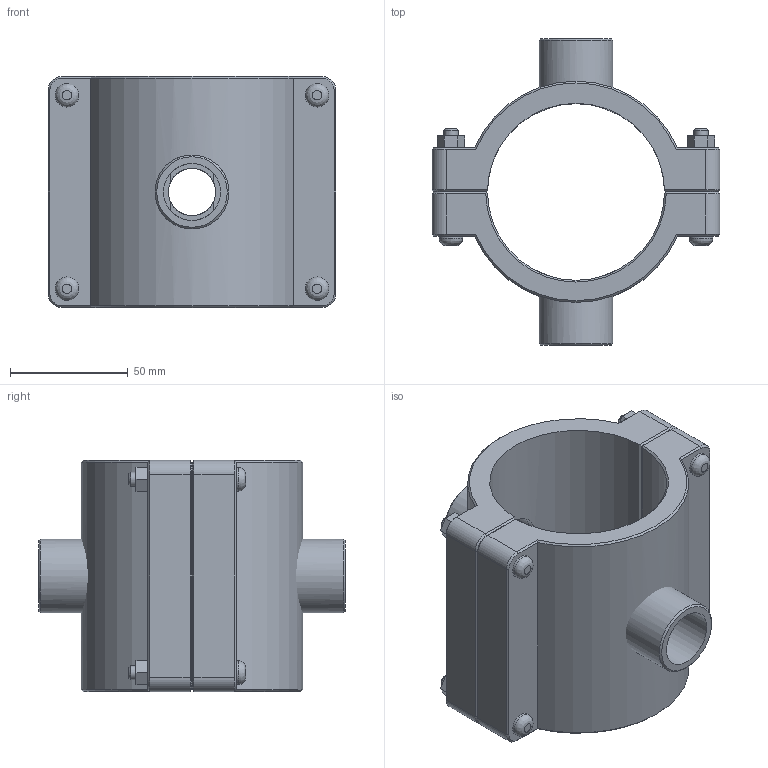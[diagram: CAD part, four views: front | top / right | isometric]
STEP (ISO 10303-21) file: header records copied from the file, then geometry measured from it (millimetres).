
FILE_DESCRIPTION(/* description */ ('PLASSON DOUBLE SADDLE 75-3/4"'),/* implementation_level */ '2;1');
FILE_NAME(/* name */ '161760075007_161860075007.ipt.stp',/* time_stamp */ '2017-06-18T09:27:01+03:00',/* author */ ('KIM'),/* organization */ (''),/* preprocessor_version */ 'ST-DEVELOPER v15.6',/* originating_system */ 'Autodesk Inventor 2015',/* authorisation */ '');
FILE_SCHEMA (('AUTOMOTIVE_DESIGN { 1 0 10303 214 3 1 1 }'));
Length unit declared in the file: millimetre
Products named in the file (1): 161760075007_161860075007
Bounding box: 122 x 130 x 98 mm (x, y, z)
Volume: 369550.1 mm3; surface area: 84818.2 mm2
Topology: 3 solids, 3 shells, 159 faces, 372 edges, 235 vertices
Faces by surface type: plane 88, cylinder 38, cone 29, bspline 4
Full cylindrical faces by diameter (mm): 6 x4, 10 x8, 20 x4, 24.117 x2, 31.352 x2
Entity records: 4748 total; most frequent: CARTESIAN_POINT 1211, DIRECTION 722, ORIENTED_EDGE 682, EDGE_CURVE 341, AXIS2_PLACEMENT_3D 263, VERTEX_POINT 230, EDGE_LOOP 215, LINE 196
